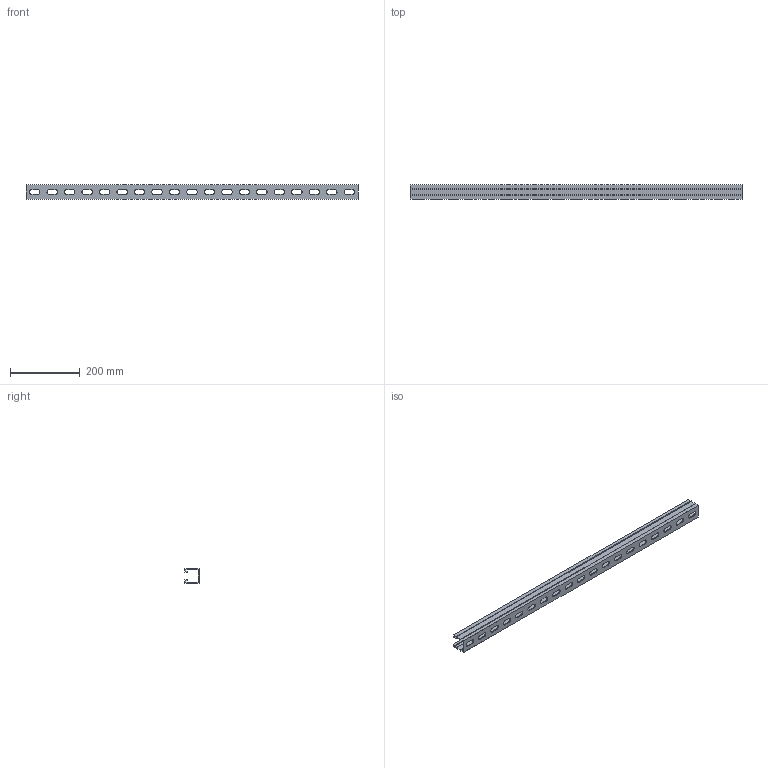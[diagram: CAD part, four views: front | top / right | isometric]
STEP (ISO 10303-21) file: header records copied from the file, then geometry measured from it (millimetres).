
FILE_DESCRIPTION(/* description */ (''),/* implementation_level */ '2;1');
FILE_NAME(/* name */ '',/* time_stamp */ '2023-05-16T10:22:52+03:00',/* author */ ('Man88'),/* organization */ (''),/* preprocessor_version */ 'ST-DEVELOPER v19.2',/* originating_system */ 'Autodesk Inventor 2023',/* authorisation */ '');
FILE_SCHEMA (('AUTOMOTIVE_DESIGN { 1 0 10303 214 3 1 1 }'));
Length unit declared in the file: millimetre
Products named in the file (1): STPU 41-41 -950 2,5
Bounding box: 950 x 41 x 41.3 mm (x, y, z)
Volume: 321537.8 mm3; surface area: 266275.8 mm2
Topology: 1 solids, 1 shells, 118 faces, 348 edges, 232 vertices
Faces by surface type: plane 64, cylinder 54
Entity records: 4206 total; most frequent: CARTESIAN_POINT 699, ORIENTED_EDGE 696, DIRECTION 694, EDGE_CURVE 348, LINE 240, VECTOR 240, VERTEX_POINT 232, AXIS2_PLACEMENT_3D 227
